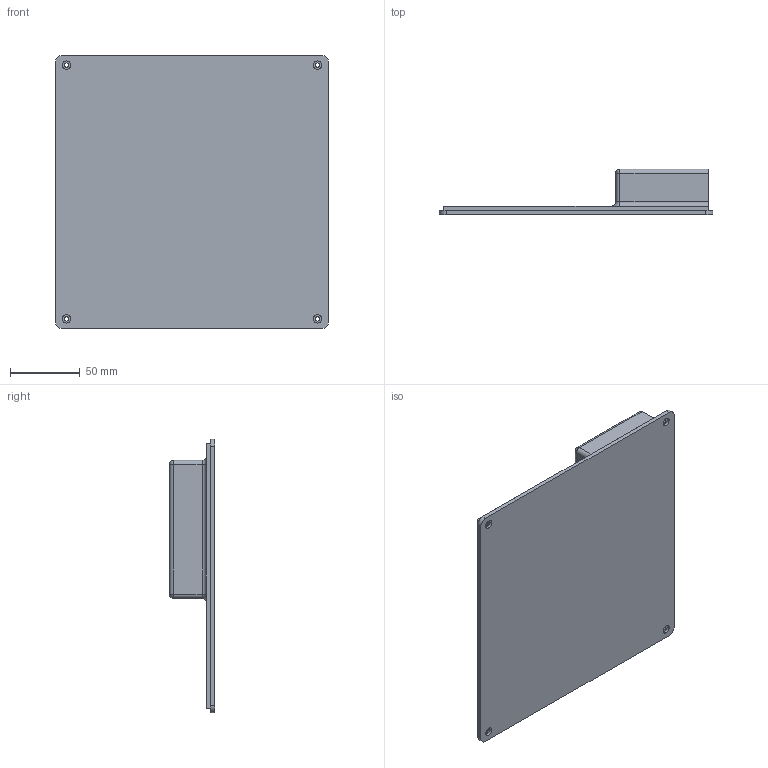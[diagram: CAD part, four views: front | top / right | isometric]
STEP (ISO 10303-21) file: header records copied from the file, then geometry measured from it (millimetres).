
FILE_DESCRIPTION (( 'STEP AP203' ), '1' );
FILE_NAME ('PCB lid wide.STEP', '2022-07-21T05:59:08', ( '' ), ( '' ), 'SwSTEP 2.0', 'SolidWorks 2021', '' );
FILE_SCHEMA (( 'CONFIG_CONTROL_DESIGN' ));
Length unit declared in the file: millimetre
Products named in the file (1): PCB lid wide
Bounding box: 196 x 32.5 x 196 mm (x, y, z)
Volume: 266528.5 mm3; surface area: 102962.6 mm2
Topology: 1 solids, 1 shells, 60 faces, 148 edges, 94 vertices
Faces by surface type: cylinder 28, plane 28, torus 2, sphere 2
Entity records: 1865 total; most frequent: DIRECTION 326, CARTESIAN_POINT 301, ORIENTED_EDGE 292, EDGE_CURVE 146, AXIS2_PLACEMENT_3D 119, VERTEX_POINT 94, VECTOR 88, LINE 88
